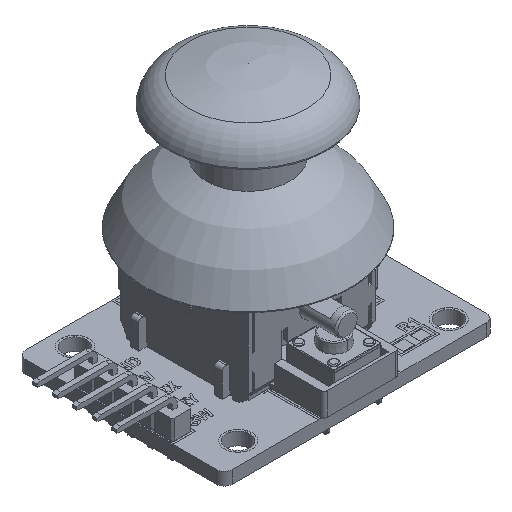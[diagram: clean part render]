
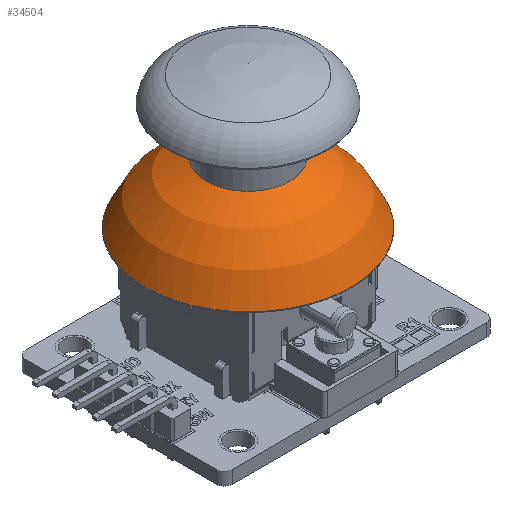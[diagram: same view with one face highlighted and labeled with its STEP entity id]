
A CAD part, isometric view. The second image highlights one B-rep face of the part: STEP entity #34504.
In plain terms, the highlighted face is a revolution surface.
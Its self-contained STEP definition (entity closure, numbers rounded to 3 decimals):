
#34315 = VERTEX_POINT('',#34316);
#34316 = CARTESIAN_POINT('',(12.954,0.,4.133));
#34322 = EDGE_CURVE('',#34315,#34315,#34323,.T.);
#34323 = ( BOUNDED_CURVE() B_SPLINE_CURVE(10,(#34324,#34325,#34326,
    #34327,#34328,#34329,#34330,#34331,#34332,#34333,#34334,#34335,
    #34336,#34337,#34338,#34339,#34340,#34341,#34342,#34343),
.UNSPECIFIED.,.T.,.F.) B_SPLINE_CURVE_WITH_KNOTS((11,9,11),(0.,
40.841,81.681),.UNSPECIFIED.) CURVE() 
GEOMETRIC_REPRESENTATION_ITEM() RATIONAL_B_SPLINE_CURVE((1.,1.,1.,1.,1.,
1.,1.,1.,1.,1.,1.,1.,1.,1.,1.,1.,1.,1.,1.,1.)) REPRESENTATION_ITEM('') 
  );
#34324 = CARTESIAN_POINT('',(12.954,0.,4.133));
#34325 = CARTESIAN_POINT('',(12.954,-4.011,
    4.133));
#34326 = CARTESIAN_POINT('',(11.574,-8.082,
    4.133));
#34327 = CARTESIAN_POINT('',(8.745,-11.644,
    4.133));
#34328 = CARTESIAN_POINT('',(4.69,-14.07,
    4.133));
#34329 = CARTESIAN_POINT('',(-0.003,-14.896,
    4.133));
#34330 = CARTESIAN_POINT('',(-4.679,-14.05,
    4.133));
#34331 = CARTESIAN_POINT('',(-8.693,-11.65,
    4.133));
#34332 = CARTESIAN_POINT('',(-11.533,-8.139,
    4.133));
#34333 = CARTESIAN_POINT('',(-12.954,-4.07,
    4.133));
#34334 = CARTESIAN_POINT('',(-12.954,4.07,
    4.133));
#34335 = CARTESIAN_POINT('',(-11.533,8.139,
    4.133));
#34336 = CARTESIAN_POINT('',(-8.693,11.65,
    4.133));
#34337 = CARTESIAN_POINT('',(-4.679,14.05,
    4.133));
#34338 = CARTESIAN_POINT('',(-0.003,14.896,
    4.133));
#34339 = CARTESIAN_POINT('',(4.69,14.07,
    4.133));
#34340 = CARTESIAN_POINT('',(8.745,11.644,
    4.133));
#34341 = CARTESIAN_POINT('',(11.574,8.082,
    4.133));
#34342 = CARTESIAN_POINT('',(12.954,4.011,
    4.133));
#34343 = CARTESIAN_POINT('',(12.954,0.,4.133));
#34504 = ADVANCED_FACE('',(#34505),#34525,.F.);
#34505 = FACE_BOUND('',#34506,.F.);
#34506 = EDGE_LOOP('',(#34507,#34516,#34517,#34518));
#34507 = ORIENTED_EDGE('',*,*,#34508,.F.);
#34508 = EDGE_CURVE('',#34315,#34509,#34511,.T.);
#34509 = VERTEX_POINT('',#34510);
#34510 = CARTESIAN_POINT('',(5.25,0.,11.8));
#34511 = CIRCLE('',#34512,12.484);
#34512 = AXIS2_PLACEMENT_3D('',#34513,#34514,#34515);
#34513 = CARTESIAN_POINT('',(1.174,0.,0.));
#34514 = DIRECTION('',(0.,-1.,0.));
#34515 = DIRECTION('',(1.,0.,0.));
#34516 = ORIENTED_EDGE('',*,*,#34322,.T.);
#34517 = ORIENTED_EDGE('',*,*,#34508,.T.);
#34518 = ORIENTED_EDGE('',*,*,#34519,.F.);
#34519 = EDGE_CURVE('',#34509,#34509,#34520,.T.);
#34520 = CIRCLE('',#34521,5.25);
#34521 = AXIS2_PLACEMENT_3D('',#34522,#34523,#34524);
#34522 = CARTESIAN_POINT('',(0.,0.,11.8));
#34523 = DIRECTION('',(0.,0.,-1.));
#34524 = DIRECTION('',(1.,0.,0.));
#34525 = SURFACE_OF_REVOLUTION('',#34526,#34531);
#34526 = CIRCLE('',#34527,12.484);
#34527 = AXIS2_PLACEMENT_3D('',#34528,#34529,#34530);
#34528 = CARTESIAN_POINT('',(1.174,0.,0.));
#34529 = DIRECTION('',(0.,-1.,0.));
#34530 = DIRECTION('',(1.,0.,0.));
#34531 = AXIS1_PLACEMENT('',#34532,#34533);
#34532 = CARTESIAN_POINT('',(0.,0.,0.));
#34533 = DIRECTION('',(0.,0.,-1.));
